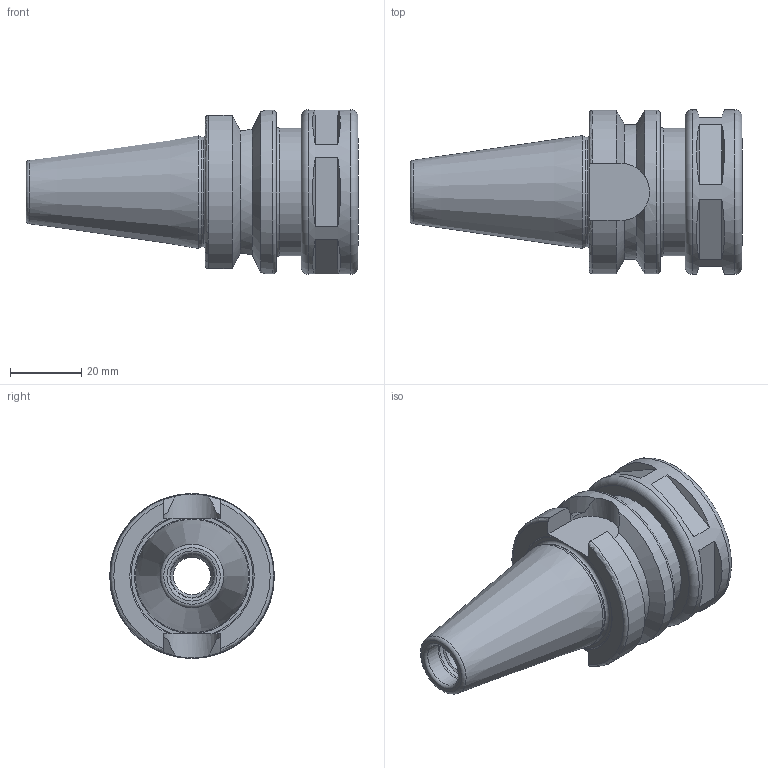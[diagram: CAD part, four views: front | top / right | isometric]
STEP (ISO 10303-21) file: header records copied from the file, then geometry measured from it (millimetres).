
FILE_DESCRIPTION((''),'2;1');
FILE_NAME('254010122045-3D.stp','2020-04-13T13:54:08',('nttooll'),(''),'Autodesk Inventor 2012','Autodesk Inventor 2012','');
FILE_SCHEMA(('AUTOMOTIVE_DESIGN { 1 0 10303 214 1 1 1 1 }'));
Length unit declared in the file: millimetre
Products named in the file (1): 254010122045-3D
Bounding box: 93.4 x 46.3 x 46.3 mm (x, y, z)
Volume: 47082.2 mm3; surface area: 21284.1 mm2
Topology: 1 solids, 1 shells, 81 faces, 176 edges, 111 vertices
Faces by surface type: plane 37, cylinder 20, cone 15, torus 9
Full cylindrical faces by diameter (mm): 10.5 x1, 12 x1, 12.5 x1, 12.9 x1, 22.3 x1, 24 x1, 28 x1, 30.4 x1, 30.8 x1, 32.5 x1, 36 x2, 46 x1, 46.3 x1
Entity records: 2118 total; most frequent: CARTESIAN_POINT 454, DIRECTION 350, ORIENTED_EDGE 284, AXIS2_PLACEMENT_3D 152, EDGE_CURVE 142, EDGE_LOOP 128, VERTEX_POINT 108, FACE_OUTER_BOUND 81
